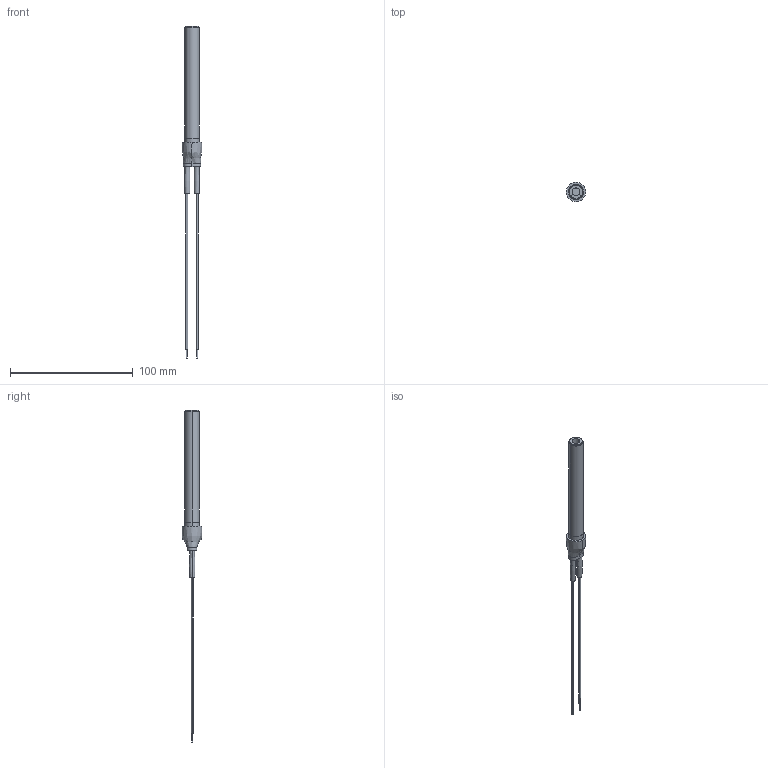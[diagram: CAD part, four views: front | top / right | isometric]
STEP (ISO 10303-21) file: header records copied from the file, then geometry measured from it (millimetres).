
FILE_DESCRIPTION (( 'STEP AP214' ), '1' );
FILE_NAME ('PSx-3-240-B.STEP', '2020-03-16T01:11:17', ( '' ), ( '' ), 'SwSTEP 2.0', 'SolidWorks 2016', '' );
FILE_SCHEMA (( 'AUTOMOTIVE_DESIGN' ));
Length unit declared in the file: millimetre
Products named in the file (8): LCR-240-VFL; FEA-TS003; 29071-1; PSx-1_3_4_5_6_7_Wiring_Assembly_1; PSx-3-240-B; FEA-RG092; FEA-TS012; PSx-1_3_4_5_6_7_Wiring_Assembly_2
Assembly tree (10 placements, depth 3):
  PSx-3-240-B
    LCR-240-VFL
    PSx-1_3_4_5_6_7_Wiring_Assembly_1
      FEA-RG092
      29071-1
      FEA-TS012
    PSx-1_3_4_5_6_7_Wiring_Assembly_2
      FEA-RG092
      29071-1
      FEA-TS012
    FEA-TS003
Bounding box: 16 x 16 x 271 mm (x, y, z)
Volume: 9806.9 mm3; surface area: 11317.8 mm2
Topology: 11 solids, 11 shells, 201 faces, 476 edges, 304 vertices
Faces by surface type: cylinder 90, plane 69, torus 24, bspline 18
Entity records: 25786 total; most frequent: CARTESIAN_POINT 21088, DIRECTION 718, ORIENTED_EDGE 680, EDGE_CURVE 340, AXIS2_PLACEMENT_3D 292, VERTEX_POINT 220, EDGE_LOOP 152, CIRCLE 150
